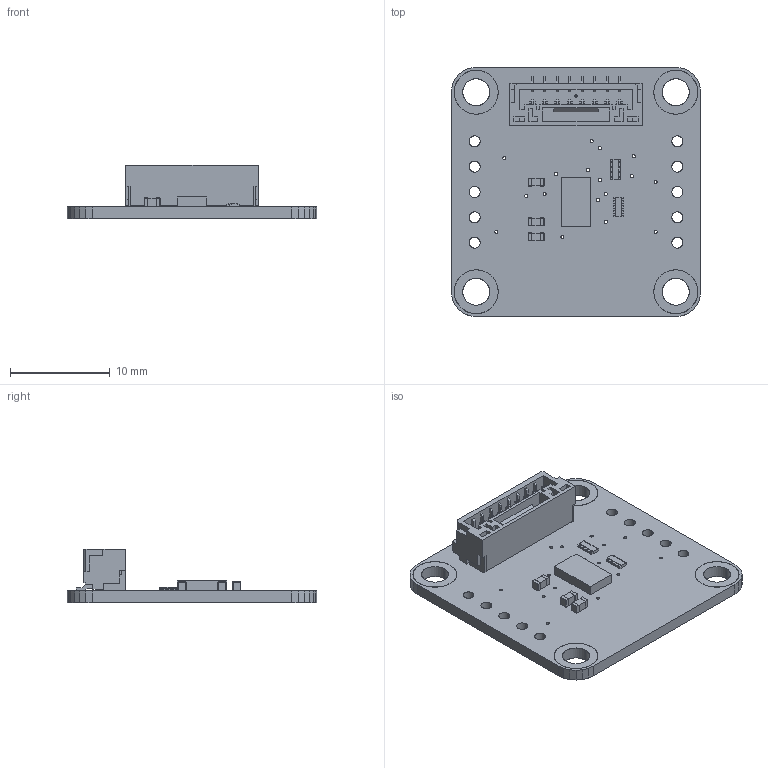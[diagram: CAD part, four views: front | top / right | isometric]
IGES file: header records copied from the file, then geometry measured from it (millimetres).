
Start section: SolidWorks IGES file using analytic representation for surfaces
Global section: file name: NSE-1123-1.igs; native system: SolidWorks 2016; preprocessor: SolidWorks 2016; author: jelie; date: 201124.161331; units: millimetre
Bounding box: 25 x 25 x 5.41 mm (x, y, z)
Surface area: 1971.4 mm2 (no closed solid volume)
Topology: 0 solids, 0 shells, 846 faces, 6224 edges, 6224 vertices
Faces by surface type: bspline 760, revolution 86
